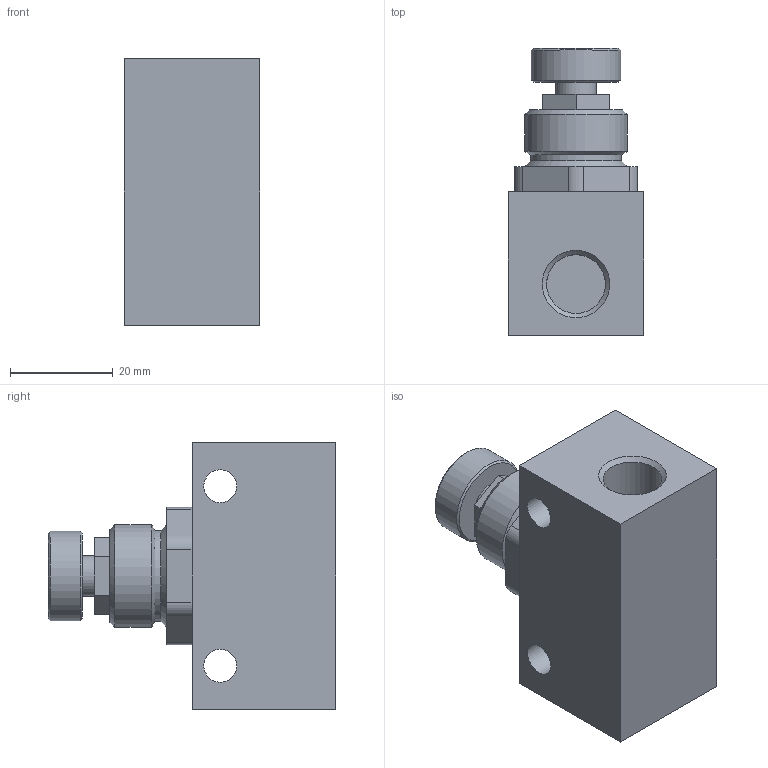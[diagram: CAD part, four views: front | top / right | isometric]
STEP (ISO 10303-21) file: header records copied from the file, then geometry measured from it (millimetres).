
FILE_DESCRIPTION(/* description */ ('STEP AP214'),/* implementation_level */ '2;1');
FILE_NAME(/* name */ '6509_GRA-1_4-B',/* time_stamp */ '2024-08-22T08:12:03+02:00',/* author */ ('License CC BY-ND 4.0'),/* organization */ ('CADENAS'),/* preprocessor_version */ 'ST-DEVELOPER v19.3',/* originating_system */ 'PARTsolutions',/* authorisation */ ' ');
FILE_SCHEMA (('AUTOMOTIVE_DESIGN {1 0 10303 214 3 1 1}'));
Length unit declared in the file: millimetre
Products named in the file (1): 6509 GRA-1/4-B---(0)
Bounding box: 26.5 x 56 x 52 mm (x, y, z)
Volume: 42663.8 mm3; surface area: 10795 mm2
Topology: 1 solids, 1 shells, 46 faces, 104 edges, 67 vertices
Faces by surface type: plane 25, cylinder 14, cone 7
Full cylindrical faces by diameter (mm): 6.4 x2, 8 x1, 11.445 x2, 17.4 x1, 17.7 x1, 20 x1
Entity records: 1240 total; most frequent: DIRECTION 216, CARTESIAN_POINT 201, ORIENTED_EDGE 176, EDGE_CURVE 88, AXIS2_PLACEMENT_3D 81, EDGE_LOOP 72, FACE_BOUND 72, VERTEX_POINT 66
